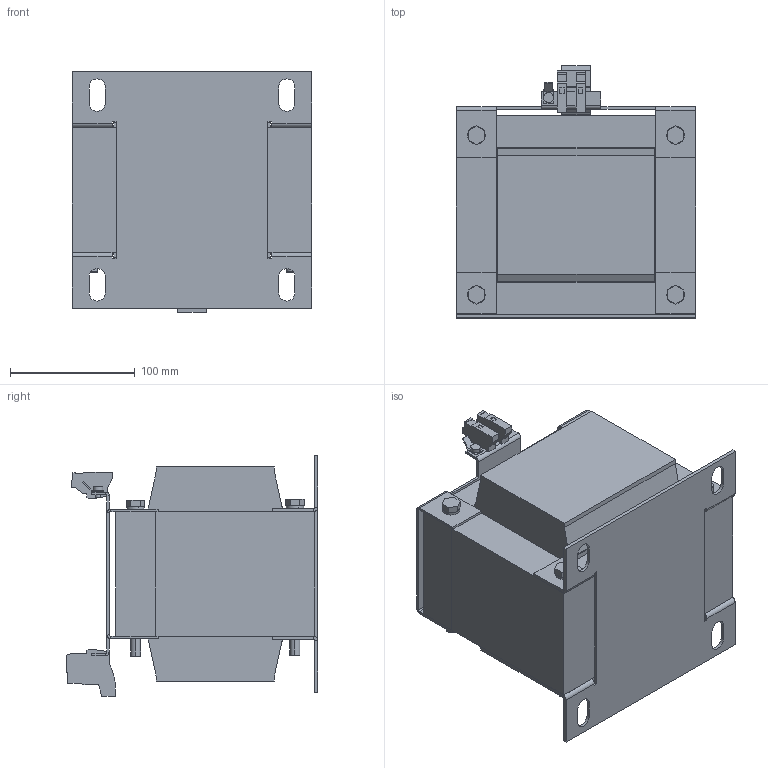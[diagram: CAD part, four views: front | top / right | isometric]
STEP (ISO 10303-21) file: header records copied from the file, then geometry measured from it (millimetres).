
FILE_DESCRIPTION (( 'STEP AP214' ), '1' );
FILE_NAME ('211777.STEP', '2020-07-24T07:47:02', ( '' ), ( '' ), 'SwSTEP 2.0', 'SolidWorks 2018', '' );
FILE_SCHEMA (( 'AUTOMOTIVE_DESIGN' ));
Length unit declared in the file: millimetre
Products named in the file (1): 211777
Bounding box: 192 x 202.4 x 193.3 mm (x, y, z)
Volume: 4135036.5 mm3; surface area: 331791.8 mm2
Topology: 1 solids, 1 shells, 431 faces, 1095 edges, 676 vertices
Faces by surface type: plane 357, cylinder 74
Entity records: 12783 total; most frequent: CARTESIAN_POINT 2203, ORIENTED_EDGE 2190, DIRECTION 2163, EDGE_CURVE 1095, VECTOR 891, LINE 891, VERTEX_POINT 676, AXIS2_PLACEMENT_3D 636
